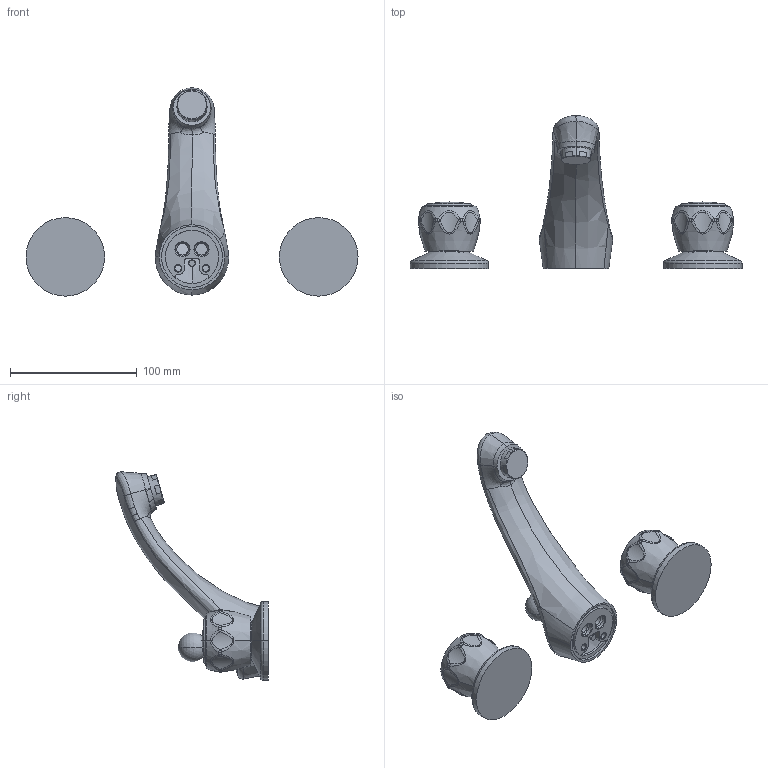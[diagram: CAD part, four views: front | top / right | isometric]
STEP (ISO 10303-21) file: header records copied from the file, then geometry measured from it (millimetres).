
FILE_DESCRIPTION((''),'2;1');
FILE_NAME('DA056CR','2021-11-09T12:54:24',('ut3'),('PAFFONI SpA'),'CREO PARAMETRIC BY PTC INC, 2020044','CREO PARAMETRIC BY PTC INC, 2020044','');
FILE_SCHEMA(('CONFIG_CONTROL_DESIGN','SHAPE_APPEARANCE_LAYERS_GROUPS'));
Length unit declared in the file: millimetre
Products named in the file (1): DA056CR
Bounding box: 262 x 120.61 x 164.44 mm (x, y, z)
Volume: 268752.2 mm3; surface area: 76806.9 mm2
Topology: 4 solids, 4 shells, 323 faces, 779 edges, 471 vertices
Faces by surface type: bspline 144, cylinder 64, plane 46, torus 34, cone 28, sphere 6, extrusion 1
Entity records: 34571 total; most frequent: CARTESIAN_POINT 25781, ORIENTED_EDGE 1546, DIRECTION 1040, EDGE_CURVE 773, VERTEX_POINT 471, AXIS2_PLACEMENT_3D 458, B_SPLINE_CURVE_WITH_KNOTS 371, EDGE_LOOP 344
